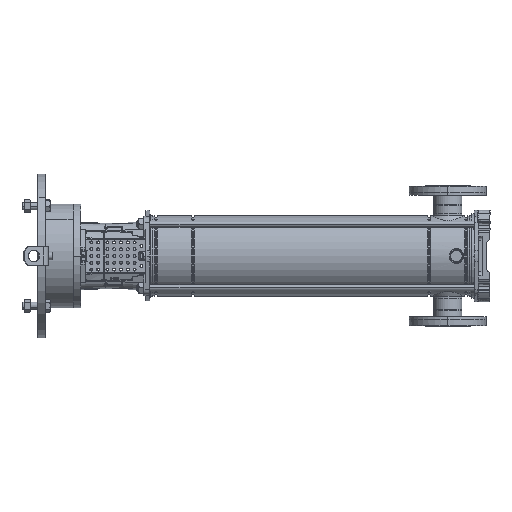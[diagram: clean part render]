
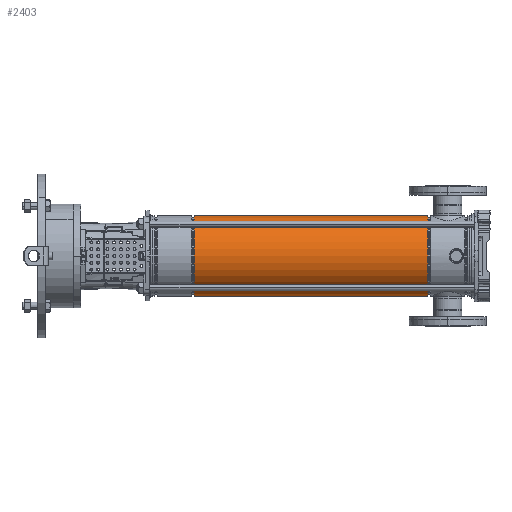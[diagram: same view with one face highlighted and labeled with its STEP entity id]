
A CAD part, left-side view. The second image highlights one B-rep face of the part: STEP entity #2403.
In plain terms, the highlighted cylindrical face has radius 85.9 mm (diameter 171.8 mm), a partial arc.
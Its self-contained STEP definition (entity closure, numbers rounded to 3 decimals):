
#981 = CARTESIAN_POINT ( 'NONE',  ( 85.9, 0., 591.603 ) ) ;
#1497 = CARTESIAN_POINT ( 'NONE',  ( 0., 0., 0. ) ) ;
#1945 = EDGE_CURVE ( 'NONE', #35645, #39755, #59040, .T. ) ;
#2403 = ADVANCED_FACE ( 'NONE', ( #19488 ), #47133, .T. ) ;
#4012 = ORIENTED_EDGE ( 'NONE', *, *, #1945, .T. ) ;
#4694 = CARTESIAN_POINT ( 'NONE',  ( 0., 0., 93.897 ) ) ;
#6626 = CARTESIAN_POINT ( 'NONE',  ( -85.9, 0., 591.603 ) ) ;
#9267 = EDGE_LOOP ( 'NONE', ( #56925, #4012, #27057, #39390 ) ) ;
#9410 = EDGE_CURVE ( 'NONE', #39755, #37519, #57655, .T. ) ;
#10137 = CIRCLE ( 'NONE', #13042, 85.9 ) ;
#10203 = CARTESIAN_POINT ( 'NONE',  ( 85.9, 0., 0. ) ) ;
#10732 = CARTESIAN_POINT ( 'NONE',  ( 0., 0., 591.603 ) ) ;
#13042 = AXIS2_PLACEMENT_3D ( 'NONE', #4694, #36923, #50308 ) ;
#14461 = LINE ( 'NONE', #10203, #39515 ) ;
#14478 = AXIS2_PLACEMENT_3D ( 'NONE', #1497, #52276, #38634 ) ;
#15282 = DIRECTION ( 'NONE',  ( 0., 0., -1. ) ) ;
#19488 = FACE_OUTER_BOUND ( 'NONE', #9267, .T. ) ;
#23133 = EDGE_CURVE ( 'NONE', #35645, #23191, #14461, .T. ) ;
#23191 = VERTEX_POINT ( 'NONE', #43006 ) ;
#27057 = ORIENTED_EDGE ( 'NONE', *, *, #9410, .T. ) ;
#27279 = VECTOR ( 'NONE', #37949, 1000. ) ;
#33371 = CARTESIAN_POINT ( 'NONE',  ( -85.9, 0., 0. ) ) ;
#35645 = VERTEX_POINT ( 'NONE', #981 ) ;
#36923 = DIRECTION ( 'NONE',  ( 0., 0., -1. ) ) ;
#37519 = VERTEX_POINT ( 'NONE', #40942 ) ;
#37949 = DIRECTION ( 'NONE',  ( 0., 0., -1. ) ) ;
#38399 = DIRECTION ( 'NONE',  ( -1., 0., 0. ) ) ;
#38634 = DIRECTION ( 'NONE',  ( -1., 0., 0. ) ) ;
#38733 = AXIS2_PLACEMENT_3D ( 'NONE', #10732, #15282, #38399 ) ;
#39390 = ORIENTED_EDGE ( 'NONE', *, *, #58585, .F. ) ;
#39515 = VECTOR ( 'NONE', #55476, 1000. ) ;
#39755 = VERTEX_POINT ( 'NONE', #6626 ) ;
#40942 = CARTESIAN_POINT ( 'NONE',  ( -85.9, 0., 93.897 ) ) ;
#43006 = CARTESIAN_POINT ( 'NONE',  ( 85.9, 0., 93.897 ) ) ;
#47133 = CYLINDRICAL_SURFACE ( 'NONE', #14478, 85.9 ) ;
#50308 = DIRECTION ( 'NONE',  ( -1., 0., 0. ) ) ;
#52276 = DIRECTION ( 'NONE',  ( 0., 0., -1. ) ) ;
#55476 = DIRECTION ( 'NONE',  ( 0., 0., -1. ) ) ;
#56925 = ORIENTED_EDGE ( 'NONE', *, *, #23133, .F. ) ;
#57655 = LINE ( 'NONE', #33371, #27279 ) ;
#58585 = EDGE_CURVE ( 'NONE', #23191, #37519, #10137, .T. ) ;
#59040 = CIRCLE ( 'NONE', #38733, 85.9 ) ;
